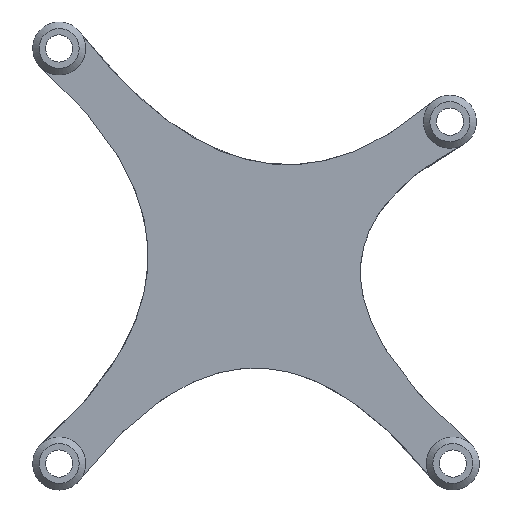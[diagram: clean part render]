
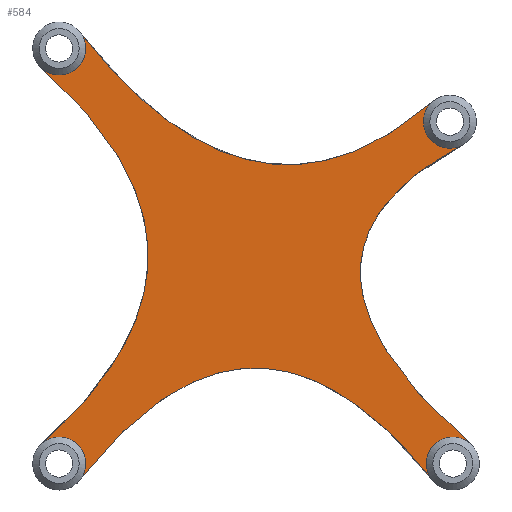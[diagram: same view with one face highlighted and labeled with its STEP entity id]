
A CAD part, top view. The second image highlights one B-rep face of the part: STEP entity #584.
In plain terms, the highlighted planar face has unit normal (0, 0, 1).
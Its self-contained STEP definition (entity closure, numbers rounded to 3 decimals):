
#31=B_SPLINE_CURVE_WITH_KNOTS('',2,(#1154,#1155,#1156),.UNSPECIFIED.,.F.,
 .F.,(3,3),(1.,2.),.UNSPECIFIED.);
#32=B_SPLINE_CURVE_WITH_KNOTS('',2,(#1163,#1164,#1165),.UNSPECIFIED.,.F.,
 .F.,(3,3),(1.,2.),.UNSPECIFIED.);
#33=B_SPLINE_CURVE_WITH_KNOTS('',2,(#1167,#1168,#1169),.UNSPECIFIED.,.F.,
 .F.,(3,3),(1.,2.),.UNSPECIFIED.);
#34=B_SPLINE_CURVE_WITH_KNOTS('',2,(#1170,#1171,#1172),.UNSPECIFIED.,.F.,
 .F.,(3,3),(1.,2.),.UNSPECIFIED.);
#56=PLANE('',#675);
#88=FACE_OUTER_BOUND('',#130,.T.);
#130=EDGE_LOOP('',(#523,#524,#525,#526,#527,#528,#529,#530,#531,#532));
#202=CIRCLE('',#618,3.3);
#207=CIRCLE('',#625,3.3);
#209=CIRCLE('',#627,3.3);
#214=CIRCLE('',#635,3.3);
#216=CIRCLE('',#637,3.3);
#223=CIRCLE('',#648,3.3);
#243=VERTEX_POINT('',#859);
#244=VERTEX_POINT('',#861);
#249=VERTEX_POINT('',#875);
#250=VERTEX_POINT('',#877);
#253=VERTEX_POINT('',#883);
#258=VERTEX_POINT('',#898);
#259=VERTEX_POINT('',#900);
#262=VERTEX_POINT('',#906);
#270=VERTEX_POINT('',#928);
#271=VERTEX_POINT('',#930);
#297=EDGE_CURVE('',#244,#243,#202,.T.);
#305=EDGE_CURVE('',#250,#249,#207,.T.);
#309=EDGE_CURVE('',#249,#253,#209,.T.);
#316=EDGE_CURVE('',#259,#258,#214,.T.);
#320=EDGE_CURVE('',#258,#262,#216,.T.);
#330=EDGE_CURVE('',#271,#270,#223,.T.);
#369=EDGE_CURVE('',#253,#259,#31,.T.);
#370=EDGE_CURVE('',#262,#271,#32,.T.);
#371=EDGE_CURVE('',#270,#244,#33,.T.);
#372=EDGE_CURVE('',#243,#250,#34,.T.);
#523=ORIENTED_EDGE('',*,*,#305,.T.);
#524=ORIENTED_EDGE('',*,*,#309,.T.);
#525=ORIENTED_EDGE('',*,*,#369,.T.);
#526=ORIENTED_EDGE('',*,*,#316,.T.);
#527=ORIENTED_EDGE('',*,*,#320,.T.);
#528=ORIENTED_EDGE('',*,*,#370,.T.);
#529=ORIENTED_EDGE('',*,*,#330,.T.);
#530=ORIENTED_EDGE('',*,*,#371,.T.);
#531=ORIENTED_EDGE('',*,*,#297,.T.);
#532=ORIENTED_EDGE('',*,*,#372,.T.);
#584=ADVANCED_FACE('',(#88),#56,.T.);
#618=AXIS2_PLACEMENT_3D('',#862,#697,#698);
#625=AXIS2_PLACEMENT_3D('',#878,#714,#715);
#627=AXIS2_PLACEMENT_3D('',#885,#720,#721);
#635=AXIS2_PLACEMENT_3D('',#901,#738,#739);
#637=AXIS2_PLACEMENT_3D('',#908,#744,#745);
#648=AXIS2_PLACEMENT_3D('',#931,#769,#770);
#675=AXIS2_PLACEMENT_3D('',#1166,#840,#841);
#697=DIRECTION('center_axis',(0.,0.,-1.));
#698=DIRECTION('ref_axis',(1.,0.,0.));
#714=DIRECTION('center_axis',(0.,0.,-1.));
#715=DIRECTION('ref_axis',(1.,0.,0.));
#720=DIRECTION('center_axis',(0.,0.,-1.));
#721=DIRECTION('ref_axis',(1.,0.,0.));
#738=DIRECTION('center_axis',(0.,0.,-1.));
#739=DIRECTION('ref_axis',(1.,0.,0.));
#744=DIRECTION('center_axis',(0.,0.,-1.));
#745=DIRECTION('ref_axis',(1.,0.,0.));
#769=DIRECTION('center_axis',(0.,0.,-1.));
#770=DIRECTION('ref_axis',(1.,0.,0.));
#840=DIRECTION('center_axis',(0.,0.,1.));
#841=DIRECTION('ref_axis',(1.,0.,0.));
#859=CARTESIAN_POINT('',(-23.235,-26.411,1.));
#861=CARTESIAN_POINT('',(-28.02,-21.907,1.));
#862=CARTESIAN_POINT('Origin',(-25.837,-24.382,1.));
#875=CARTESIAN_POINT('',(19.997,-24.381,1.));
#877=CARTESIAN_POINT('',(20.711,-26.432,1.));
#878=CARTESIAN_POINT('Origin',(23.297,-24.381,1.));
#883=CARTESIAN_POINT('',(25.463,-21.892,1.));
#885=CARTESIAN_POINT('Origin',(23.297,-24.381,1.));
#898=CARTESIAN_POINT('',(19.631,18.286,1.));
#900=CARTESIAN_POINT('',(24.485,15.375,1.));
#901=CARTESIAN_POINT('Origin',(22.931,18.286,1.));
#906=CARTESIAN_POINT('',(20.77,20.78,1.));
#908=CARTESIAN_POINT('Origin',(22.931,18.286,1.));
#928=CARTESIAN_POINT('',(-28.02,24.955,1.));
#930=CARTESIAN_POINT('',(-23.235,29.459,1.));
#931=CARTESIAN_POINT('Origin',(-25.837,27.43,1.));
#1154=CARTESIAN_POINT('Ctrl Pts',(25.463,-21.892,1.));
#1155=CARTESIAN_POINT('Ctrl Pts',(-1.453,1.524,1.));
#1156=CARTESIAN_POINT('Ctrl Pts',(24.485,15.375,1.));
#1163=CARTESIAN_POINT('Ctrl Pts',(20.77,20.78,1.));
#1164=CARTESIAN_POINT('Ctrl Pts',(-1.453,1.524,1.));
#1165=CARTESIAN_POINT('Ctrl Pts',(-23.235,29.459,1.));
#1166=CARTESIAN_POINT('Origin',(-1.27,1.524,1.));
#1167=CARTESIAN_POINT('Ctrl Pts',(-28.02,24.955,1.));
#1168=CARTESIAN_POINT('Ctrl Pts',(-1.453,1.524,1.));
#1169=CARTESIAN_POINT('Ctrl Pts',(-28.02,-21.907,1.));
#1170=CARTESIAN_POINT('Ctrl Pts',(-23.235,-26.411,1.));
#1171=CARTESIAN_POINT('Ctrl Pts',(-1.453,1.524,1.));
#1172=CARTESIAN_POINT('Ctrl Pts',(20.711,-26.432,1.));
